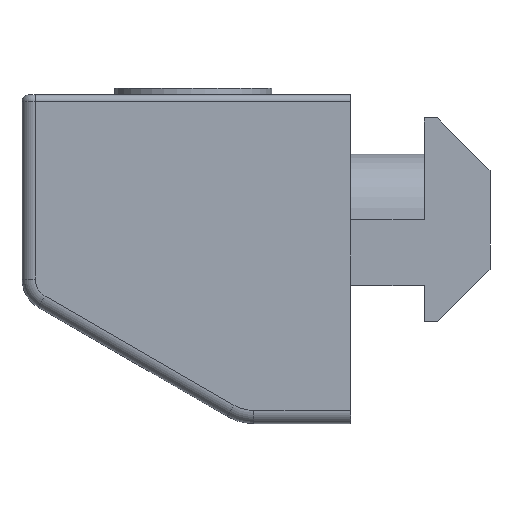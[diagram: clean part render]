
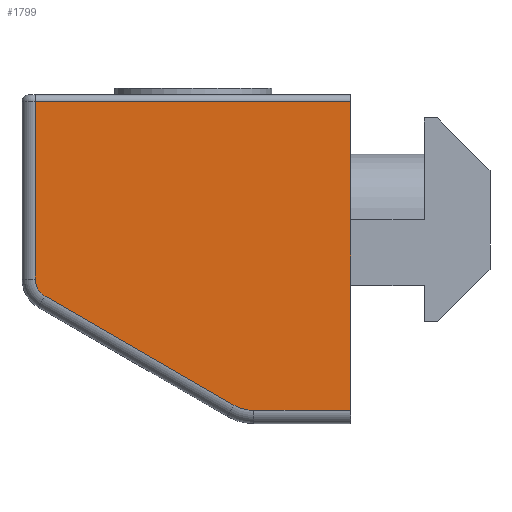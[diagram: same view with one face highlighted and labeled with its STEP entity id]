
A CAD part, left-side view. The second image highlights one B-rep face of the part: STEP entity #1799.
In plain terms, the highlighted planar face has unit normal (-1, 0, 0).
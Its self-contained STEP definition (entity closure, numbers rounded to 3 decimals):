
#1192 = EDGE_CURVE('',#1193,#1195,#1197,.T.);
#1193 = VERTEX_POINT('',#1194);
#1194 = CARTESIAN_POINT('',(-9.5,0.,-24.));
#1195 = VERTEX_POINT('',#1196);
#1196 = CARTESIAN_POINT('',(-9.5,0.,-0.5));
#1197 = SURFACE_CURVE('',#1198,(#1202,#1214),.PCURVE_S1.);
#1198 = LINE('',#1199,#1200);
#1199 = CARTESIAN_POINT('',(-9.5,0.,-25.));
#1200 = VECTOR('',#1201,1.);
#1201 = DIRECTION('',(0.,0.,1.));
#1202 = PCURVE('',#1203,#1208);
#1203 = PLANE('',#1204);
#1204 = AXIS2_PLACEMENT_3D('',#1205,#1206,#1207);
#1205 = CARTESIAN_POINT('',(-9.5,0.,-25.));
#1206 = DIRECTION('',(0.,-1.,0.));
#1207 = DIRECTION('',(0.,0.,-1.));
#1208 = DEFINITIONAL_REPRESENTATION('',(#1209),#1213);
#1209 = LINE('',#1210,#1211);
#1210 = CARTESIAN_POINT('',(0.,0.));
#1211 = VECTOR('',#1212,1.);
#1212 = DIRECTION('',(-1.,0.));
#1213 = ( GEOMETRIC_REPRESENTATION_CONTEXT(2) 
PARAMETRIC_REPRESENTATION_CONTEXT() REPRESENTATION_CONTEXT('2D SPACE',''
  ) );
#1214 = PCURVE('',#1215,#1220);
#1215 = PLANE('',#1216);
#1216 = AXIS2_PLACEMENT_3D('',#1217,#1218,#1219);
#1217 = CARTESIAN_POINT('',(-9.5,24.,-25.));
#1218 = DIRECTION('',(-1.,0.,0.));
#1219 = DIRECTION('',(0.,0.,1.));
#1220 = DEFINITIONAL_REPRESENTATION('',(#1221),#1225);
#1221 = LINE('',#1222,#1223);
#1222 = CARTESIAN_POINT('',(0.,-24.));
#1223 = VECTOR('',#1224,1.);
#1224 = DIRECTION('',(1.,0.));
#1225 = ( GEOMETRIC_REPRESENTATION_CONTEXT(2) 
PARAMETRIC_REPRESENTATION_CONTEXT() REPRESENTATION_CONTEXT('2D SPACE',''
  ) );
#1244 = CYLINDRICAL_SURFACE('',#1245,1.);
#1245 = AXIS2_PLACEMENT_3D('',#1246,#1247,#1248);
#1246 = CARTESIAN_POINT('',(-8.5,24.,-24.));
#1247 = DIRECTION('',(0.,-1.,0.));
#1248 = DIRECTION('',(-1.,0.,0.));
#1408 = CYLINDRICAL_SURFACE('',#1409,0.5);
#1409 = AXIS2_PLACEMENT_3D('',#1410,#1411,#1412);
#1410 = CARTESIAN_POINT('',(-9.,24.,-0.5));
#1411 = DIRECTION('',(-0.,1.,0.));
#1412 = DIRECTION('',(1.,0.,0.));
#1799 = ADVANCED_FACE('',(#1800),#1215,.T.);
#1800 = FACE_BOUND('',#1801,.T.);
#1801 = EDGE_LOOP('',(#1802,#1833,#1854,#1855,#1878,#1906,#1935));
#1802 = ORIENTED_EDGE('',*,*,#1803,.T.);
#1803 = EDGE_CURVE('',#1804,#1806,#1808,.T.);
#1804 = VERTEX_POINT('',#1805);
#1805 = CARTESIAN_POINT('',(-9.5,8.876,-23.598));
#1806 = VERTEX_POINT('',#1807);
#1807 = CARTESIAN_POINT('',(-9.5,7.376,-24.));
#1808 = SURFACE_CURVE('',#1809,(#1814,#1821),.PCURVE_S1.);
#1809 = CIRCLE('',#1810,3.);
#1810 = AXIS2_PLACEMENT_3D('',#1811,#1812,#1813);
#1811 = CARTESIAN_POINT('',(-9.5,7.376,-21.));
#1812 = DIRECTION('',(-1.,0.,0.));
#1813 = DIRECTION('',(0.,-1.,0.));
#1814 = PCURVE('',#1215,#1815);
#1815 = DEFINITIONAL_REPRESENTATION('',(#1816),#1820);
#1816 = CIRCLE('',#1817,3.);
#1817 = AXIS2_PLACEMENT_2D('',#1818,#1819);
#1818 = CARTESIAN_POINT('',(4.,-16.624));
#1819 = DIRECTION('',(0.,-1.));
#1820 = ( GEOMETRIC_REPRESENTATION_CONTEXT(2) 
PARAMETRIC_REPRESENTATION_CONTEXT() REPRESENTATION_CONTEXT('2D SPACE',''
  ) );
#1821 = PCURVE('',#1822,#1827);
#1822 = TOROIDAL_SURFACE('',#1823,3.,1.);
#1823 = AXIS2_PLACEMENT_3D('',#1824,#1825,#1826);
#1824 = CARTESIAN_POINT('',(-8.5,7.376,-21.));
#1825 = DIRECTION('',(-1.,0.,0.));
#1826 = DIRECTION('',(0.,-1.,0.));
#1827 = DEFINITIONAL_REPRESENTATION('',(#1828),#1832);
#1828 = LINE('',#1829,#1830);
#1829 = CARTESIAN_POINT('',(0.,1.571));
#1830 = VECTOR('',#1831,1.);
#1831 = DIRECTION('',(1.,0.));
#1832 = ( GEOMETRIC_REPRESENTATION_CONTEXT(2) 
PARAMETRIC_REPRESENTATION_CONTEXT() REPRESENTATION_CONTEXT('2D SPACE',''
  ) );
#1833 = ORIENTED_EDGE('',*,*,#1834,.T.);
#1834 = EDGE_CURVE('',#1806,#1193,#1835,.T.);
#1835 = SURFACE_CURVE('',#1836,(#1840,#1847),.PCURVE_S1.);
#1836 = LINE('',#1837,#1838);
#1837 = CARTESIAN_POINT('',(-9.5,0.,-24.));
#1838 = VECTOR('',#1839,1.);
#1839 = DIRECTION('',(0.,-1.,0.));
#1840 = PCURVE('',#1215,#1841);
#1841 = DEFINITIONAL_REPRESENTATION('',(#1842),#1846);
#1842 = LINE('',#1843,#1844);
#1843 = CARTESIAN_POINT('',(1.,-24.));
#1844 = VECTOR('',#1845,1.);
#1845 = DIRECTION('',(0.,-1.));
#1846 = ( GEOMETRIC_REPRESENTATION_CONTEXT(2) 
PARAMETRIC_REPRESENTATION_CONTEXT() REPRESENTATION_CONTEXT('2D SPACE',''
  ) );
#1847 = PCURVE('',#1244,#1848);
#1848 = DEFINITIONAL_REPRESENTATION('',(#1849),#1853);
#1849 = LINE('',#1850,#1851);
#1850 = CARTESIAN_POINT('',(0.,24.));
#1851 = VECTOR('',#1852,1.);
#1852 = DIRECTION('',(0.,1.));
#1853 = ( GEOMETRIC_REPRESENTATION_CONTEXT(2) 
PARAMETRIC_REPRESENTATION_CONTEXT() REPRESENTATION_CONTEXT('2D SPACE',''
  ) );
#1854 = ORIENTED_EDGE('',*,*,#1192,.T.);
#1855 = ORIENTED_EDGE('',*,*,#1856,.T.);
#1856 = EDGE_CURVE('',#1195,#1857,#1859,.T.);
#1857 = VERTEX_POINT('',#1858);
#1858 = CARTESIAN_POINT('',(-9.5,24.,-0.5));
#1859 = SURFACE_CURVE('',#1860,(#1864,#1871),.PCURVE_S1.);
#1860 = LINE('',#1861,#1862);
#1861 = CARTESIAN_POINT('',(-9.5,24.,-0.5));
#1862 = VECTOR('',#1863,1.);
#1863 = DIRECTION('',(0.,1.,0.));
#1864 = PCURVE('',#1215,#1865);
#1865 = DEFINITIONAL_REPRESENTATION('',(#1866),#1870);
#1866 = LINE('',#1867,#1868);
#1867 = CARTESIAN_POINT('',(24.5,0.));
#1868 = VECTOR('',#1869,1.);
#1869 = DIRECTION('',(0.,1.));
#1870 = ( GEOMETRIC_REPRESENTATION_CONTEXT(2) 
PARAMETRIC_REPRESENTATION_CONTEXT() REPRESENTATION_CONTEXT('2D SPACE',''
  ) );
#1871 = PCURVE('',#1408,#1872);
#1872 = DEFINITIONAL_REPRESENTATION('',(#1873),#1877);
#1873 = LINE('',#1874,#1875);
#1874 = CARTESIAN_POINT('',(3.142,0.));
#1875 = VECTOR('',#1876,1.);
#1876 = DIRECTION('',(0.,1.));
#1877 = ( GEOMETRIC_REPRESENTATION_CONTEXT(2) 
PARAMETRIC_REPRESENTATION_CONTEXT() REPRESENTATION_CONTEXT('2D SPACE',''
  ) );
#1878 = ORIENTED_EDGE('',*,*,#1879,.F.);
#1879 = EDGE_CURVE('',#1880,#1857,#1882,.T.);
#1880 = VERTEX_POINT('',#1881);
#1881 = CARTESIAN_POINT('',(-9.5,24.,-14.));
#1882 = SURFACE_CURVE('',#1883,(#1887,#1894),.PCURVE_S1.);
#1883 = LINE('',#1884,#1885);
#1884 = CARTESIAN_POINT('',(-9.5,24.,-25.));
#1885 = VECTOR('',#1886,1.);
#1886 = DIRECTION('',(0.,0.,1.));
#1887 = PCURVE('',#1215,#1888);
#1888 = DEFINITIONAL_REPRESENTATION('',(#1889),#1893);
#1889 = LINE('',#1890,#1891);
#1890 = CARTESIAN_POINT('',(0.,0.));
#1891 = VECTOR('',#1892,1.);
#1892 = DIRECTION('',(1.,0.));
#1893 = ( GEOMETRIC_REPRESENTATION_CONTEXT(2) 
PARAMETRIC_REPRESENTATION_CONTEXT() REPRESENTATION_CONTEXT('2D SPACE',''
  ) );
#1894 = PCURVE('',#1895,#1900);
#1895 = CYLINDRICAL_SURFACE('',#1896,1.);
#1896 = AXIS2_PLACEMENT_3D('',#1897,#1898,#1899);
#1897 = CARTESIAN_POINT('',(-8.5,24.,-25.));
#1898 = DIRECTION('',(0.,0.,-1.));
#1899 = DIRECTION('',(1.,0.,0.));
#1900 = DEFINITIONAL_REPRESENTATION('',(#1901),#1905);
#1901 = LINE('',#1902,#1903);
#1902 = CARTESIAN_POINT('',(3.142,0.));
#1903 = VECTOR('',#1904,1.);
#1904 = DIRECTION('',(0.,-1.));
#1905 = ( GEOMETRIC_REPRESENTATION_CONTEXT(2) 
PARAMETRIC_REPRESENTATION_CONTEXT() REPRESENTATION_CONTEXT('2D SPACE',''
  ) );
#1906 = ORIENTED_EDGE('',*,*,#1907,.T.);
#1907 = EDGE_CURVE('',#1880,#1908,#1910,.T.);
#1908 = VERTEX_POINT('',#1909);
#1909 = CARTESIAN_POINT('',(-9.5,23.25,-15.299));
#1910 = SURFACE_CURVE('',#1911,(#1916,#1923),.PCURVE_S1.);
#1911 = CIRCLE('',#1912,1.5);
#1912 = AXIS2_PLACEMENT_3D('',#1913,#1914,#1915);
#1913 = CARTESIAN_POINT('',(-9.5,22.5,-14.));
#1914 = DIRECTION('',(-1.,0.,0.));
#1915 = DIRECTION('',(0.,-1.,0.));
#1916 = PCURVE('',#1215,#1917);
#1917 = DEFINITIONAL_REPRESENTATION('',(#1918),#1922);
#1918 = CIRCLE('',#1919,1.5);
#1919 = AXIS2_PLACEMENT_2D('',#1920,#1921);
#1920 = CARTESIAN_POINT('',(11.,-1.5));
#1921 = DIRECTION('',(0.,-1.));
#1922 = ( GEOMETRIC_REPRESENTATION_CONTEXT(2) 
PARAMETRIC_REPRESENTATION_CONTEXT() REPRESENTATION_CONTEXT('2D SPACE',''
  ) );
#1923 = PCURVE('',#1924,#1929);
#1924 = TOROIDAL_SURFACE('',#1925,1.5,1.);
#1925 = AXIS2_PLACEMENT_3D('',#1926,#1927,#1928);
#1926 = CARTESIAN_POINT('',(-8.5,22.5,-14.));
#1927 = DIRECTION('',(-1.,0.,0.));
#1928 = DIRECTION('',(0.,-1.,0.));
#1929 = DEFINITIONAL_REPRESENTATION('',(#1930),#1934);
#1930 = LINE('',#1931,#1932);
#1931 = CARTESIAN_POINT('',(0.,1.571));
#1932 = VECTOR('',#1933,1.);
#1933 = DIRECTION('',(1.,0.));
#1934 = ( GEOMETRIC_REPRESENTATION_CONTEXT(2) 
PARAMETRIC_REPRESENTATION_CONTEXT() REPRESENTATION_CONTEXT('2D SPACE',''
  ) );
#1935 = ORIENTED_EDGE('',*,*,#1936,.T.);
#1936 = EDGE_CURVE('',#1908,#1804,#1937,.T.);
#1937 = SURFACE_CURVE('',#1938,(#1942,#1949),.PCURVE_S1.);
#1938 = LINE('',#1939,#1940);
#1939 = CARTESIAN_POINT('',(-9.5,19.612,-17.4));
#1940 = VECTOR('',#1941,1.);
#1941 = DIRECTION('',(0.,-0.866,-0.5));
#1942 = PCURVE('',#1215,#1943);
#1943 = DEFINITIONAL_REPRESENTATION('',(#1944),#1948);
#1944 = LINE('',#1945,#1946);
#1945 = CARTESIAN_POINT('',(7.6,-4.388));
#1946 = VECTOR('',#1947,1.);
#1947 = DIRECTION('',(-0.5,-0.866));
#1948 = ( GEOMETRIC_REPRESENTATION_CONTEXT(2) 
PARAMETRIC_REPRESENTATION_CONTEXT() REPRESENTATION_CONTEXT('2D SPACE',''
  ) );
#1949 = PCURVE('',#1950,#1955);
#1950 = CYLINDRICAL_SURFACE('',#1951,1.);
#1951 = AXIS2_PLACEMENT_3D('',#1952,#1953,#1954);
#1952 = CARTESIAN_POINT('',(-8.5,19.612,-17.4));
#1953 = DIRECTION('',(0.,0.866,0.5));
#1954 = DIRECTION('',(0.,0.5,-0.866));
#1955 = DEFINITIONAL_REPRESENTATION('',(#1956),#1960);
#1956 = LINE('',#1957,#1958);
#1957 = CARTESIAN_POINT('',(1.571,0.));
#1958 = VECTOR('',#1959,1.);
#1959 = DIRECTION('',(0.,-1.));
#1960 = ( GEOMETRIC_REPRESENTATION_CONTEXT(2) 
PARAMETRIC_REPRESENTATION_CONTEXT() REPRESENTATION_CONTEXT('2D SPACE',''
  ) );
